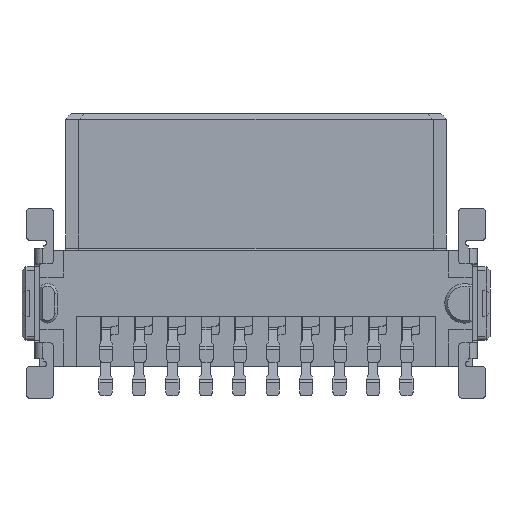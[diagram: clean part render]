
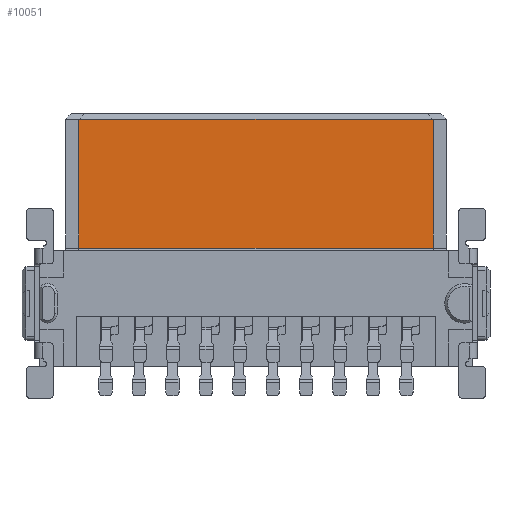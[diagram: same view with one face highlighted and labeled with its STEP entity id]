
A CAD part, front view. The second image highlights one B-rep face of the part: STEP entity #10051.
In plain terms, the highlighted planar face has unit normal (0, -1, 0).
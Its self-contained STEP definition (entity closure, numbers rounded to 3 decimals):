
#1534=DIRECTION('',(1.,0.,0.));
#1535=VECTOR('',#1534,13.45);
#1536=CARTESIAN_POINT('',(-6.725,-1.21,9.4));
#1537=LINE('',#1536,#1535);
#1541=DIRECTION('',(0.,0.,-1.));
#1542=VECTOR('',#1541,4.9);
#1543=CARTESIAN_POINT('',(6.725,-1.21,9.4));
#1544=LINE('',#1543,#1542);
#1548=DIRECTION('',(1.,0.,0.));
#1549=VECTOR('',#1548,13.45);
#1550=CARTESIAN_POINT('',(-6.725,-1.21,4.5));
#1551=LINE('',#1550,#1549);
#1586=DIRECTION('',(0.,0.,-1.));
#1587=VECTOR('',#1586,4.9);
#1588=CARTESIAN_POINT('',(-6.725,-1.21,9.4));
#1589=LINE('',#1588,#1587);
#8596=CARTESIAN_POINT('',(-6.725,-1.21,4.5));
#8597=VERTEX_POINT('',#8596);
#8600=CARTESIAN_POINT('',(6.725,-1.21,4.5));
#8601=VERTEX_POINT('',#8600);
#8626=CARTESIAN_POINT('',(6.725,-1.21,9.4));
#8627=VERTEX_POINT('',#8626);
#8630=CARTESIAN_POINT('',(-6.725,-1.21,9.4));
#8631=VERTEX_POINT('',#8630);
#10038=CARTESIAN_POINT('',(6.725,-1.21,9.6));
#10039=DIRECTION('',(0.,1.,0.));
#10040=DIRECTION('',(-1.,0.,0.));
#10041=AXIS2_PLACEMENT_3D('',#10038,#10039,#10040);
#10042=PLANE('',#10041);
#10043=ORIENTED_EDGE('',*,*,#9924,.T.);
#10044=ORIENTED_EDGE('',*,*,#10033,.T.);
#10046=ORIENTED_EDGE('',*,*,#10045,.F.);
#10048=ORIENTED_EDGE('',*,*,#10047,.F.);
#10049=EDGE_LOOP('',(#10043,#10044,#10046,#10048));
#10050=FACE_OUTER_BOUND('',#10049,.F.);
#10051=ADVANCED_FACE('',(#10050),#10042,.F.);
#9924=EDGE_CURVE('',#8631,#8627,#1537,.T.);
#10033=EDGE_CURVE('',#8627,#8601,#1544,.T.);
#10045=EDGE_CURVE('',#8597,#8601,#1551,.T.);
#10047=EDGE_CURVE('',#8631,#8597,#1589,.T.);
